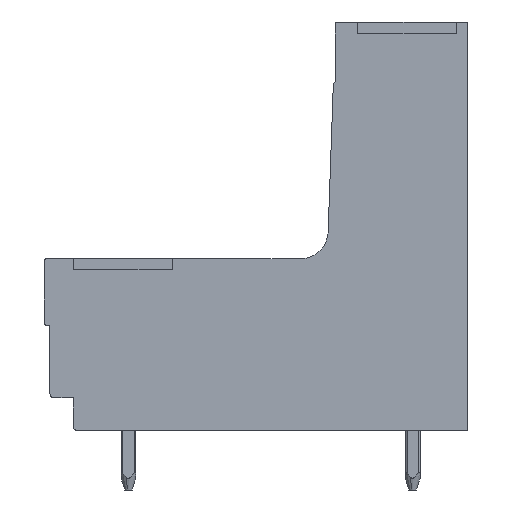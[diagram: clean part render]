
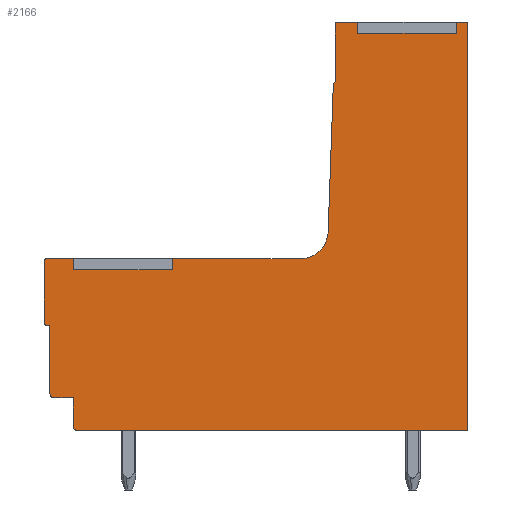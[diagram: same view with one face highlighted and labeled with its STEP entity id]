
A CAD part, left-side view. The second image highlights one B-rep face of the part: STEP entity #2166.
In plain terms, the highlighted planar face has unit normal (-1, 0, 0).
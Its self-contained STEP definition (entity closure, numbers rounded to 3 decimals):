
#2009=AXIS2_PLACEMENT_3D('Plane Axis2P3D',#2006,#2007,#2008) ;
#2020=AXIS2_PLACEMENT_3D('Circle Axis2P3D',#2018,#2019,$) ;
#2034=AXIS2_PLACEMENT_3D('Circle Axis2P3D',#2032,#2033,$) ;
#2048=AXIS2_PLACEMENT_3D('Circle Axis2P3D',#2046,#2047,$) ;
#2067=AXIS2_PLACEMENT_3D('Circle Axis2P3D',#2065,#2066,$) ;
#2081=AXIS2_PLACEMENT_3D('Circle Axis2P3D',#2079,#2080,$) ;
#2102=AXIS2_PLACEMENT_3D('Circle Axis2P3D',#2100,#2101,$) ;
#2123=AXIS2_PLACEMENT_3D('Circle Axis2P3D',#2121,#2122,$) ;
#36=CARTESIAN_POINT('Line Origine',(0.3,5.9,24.8)) ;
#40=CARTESIAN_POINT('Vertex',(0.3,5.9,25.1)) ;
#42=CARTESIAN_POINT('Vertex',(0.3,5.9,24.5)) ;
#76=CARTESIAN_POINT('Line Origine',(0.3,3.25,24.5)) ;
#80=CARTESIAN_POINT('Vertex',(0.3,0.6,24.5)) ;
#135=CARTESIAN_POINT('Vertex',(0.3,0.6,25.1)) ;
#155=CARTESIAN_POINT('Line Origine',(0.3,0.6,24.8)) ;
#172=CARTESIAN_POINT('Line Origine',(0.3,21.14,12.1)) ;
#176=CARTESIAN_POINT('Vertex',(0.3,21.14,12.4)) ;
#178=CARTESIAN_POINT('Vertex',(0.3,21.14,11.8)) ;
#212=CARTESIAN_POINT('Line Origine',(0.3,18.49,11.8)) ;
#216=CARTESIAN_POINT('Vertex',(0.3,15.84,11.8)) ;
#266=CARTESIAN_POINT('Vertex',(0.3,15.84,12.4)) ;
#286=CARTESIAN_POINT('Line Origine',(0.3,15.84,12.1)) ;
#356=CARTESIAN_POINT('Vertex',(0.3,0.,3.2)) ;
#359=CARTESIAN_POINT('Line Origine',(0.3,10.47,3.2)) ;
#363=CARTESIAN_POINT('Vertex',(0.3,20.94,3.2)) ;
#2006=CARTESIAN_POINT('Axis2P3D Location',(0.3,0.,0.)) ;
#2011=CARTESIAN_POINT('Line Origine',(0.3,6.45,25.1)) ;
#2015=CARTESIAN_POINT('Vertex',(0.3,7.,25.1)) ;
#2018=CARTESIAN_POINT('Axis2P3D Location',(0.3,7.,25.)) ;
#2022=CARTESIAN_POINT('Vertex',(0.3,7.1,25.)) ;
#2025=CARTESIAN_POINT('Line Origine',(0.3,7.1,23.45)) ;
#2029=CARTESIAN_POINT('Vertex',(0.3,7.1,21.9)) ;
#2032=CARTESIAN_POINT('Axis2P3D Location',(0.3,6.952,21.694)) ;
#2036=CARTESIAN_POINT('Vertex',(0.3,7.206,21.705)) ;
#2039=CARTESIAN_POINT('Line Origine',(0.3,7.343,17.776)) ;
#2043=CARTESIAN_POINT('Vertex',(0.3,7.48,13.848)) ;
#2046=CARTESIAN_POINT('Axis2P3D Location',(0.3,8.979,13.9)) ;
#2050=CARTESIAN_POINT('Vertex',(0.3,8.979,12.4)) ;
#2053=CARTESIAN_POINT('Line Origine',(0.3,12.41,12.4)) ;
#2058=CARTESIAN_POINT('Line Origine',(0.3,21.87,12.4)) ;
#2062=CARTESIAN_POINT('Vertex',(0.3,22.6,12.4)) ;
#2065=CARTESIAN_POINT('Axis2P3D Location',(0.3,22.6,12.3)) ;
#2069=CARTESIAN_POINT('Vertex',(0.3,22.7,12.3)) ;
#2072=CARTESIAN_POINT('Line Origine',(0.3,22.7,10.65)) ;
#2076=CARTESIAN_POINT('Vertex',(0.3,22.7,9.)) ;
#2079=CARTESIAN_POINT('Axis2P3D Location',(0.3,22.5,9.)) ;
#2083=CARTESIAN_POINT('Vertex',(0.3,22.5,8.8)) ;
#2086=CARTESIAN_POINT('Line Origine',(0.3,22.45,8.8)) ;
#2090=CARTESIAN_POINT('Vertex',(0.3,22.4,8.8)) ;
#2093=CARTESIAN_POINT('Line Origine',(0.3,22.4,6.975)) ;
#2097=CARTESIAN_POINT('Vertex',(0.3,22.4,5.15)) ;
#2100=CARTESIAN_POINT('Axis2P3D Location',(0.3,22.2,5.15)) ;
#2104=CARTESIAN_POINT('Vertex',(0.3,22.2,4.95)) ;
#2107=CARTESIAN_POINT('Line Origine',(0.3,21.67,4.95)) ;
#2111=CARTESIAN_POINT('Vertex',(0.3,21.14,4.95)) ;
#2114=CARTESIAN_POINT('Line Origine',(0.3,21.14,4.175)) ;
#2118=CARTESIAN_POINT('Vertex',(0.3,21.14,3.4)) ;
#2121=CARTESIAN_POINT('Axis2P3D Location',(0.3,20.94,3.4)) ;
#2126=CARTESIAN_POINT('Line Origine',(0.3,0.,14.15)) ;
#2130=CARTESIAN_POINT('Vertex',(0.3,0.,25.1)) ;
#2133=CARTESIAN_POINT('Line Origine',(0.3,0.3,25.1)) ;
#37=DIRECTION('Vector Direction',(0.,0.,1.)) ;
#77=DIRECTION('Vector Direction',(0.,1.,0.)) ;
#156=DIRECTION('Vector Direction',(0.,0.,-1.)) ;
#173=DIRECTION('Vector Direction',(0.,0.,1.)) ;
#213=DIRECTION('Vector Direction',(0.,1.,0.)) ;
#287=DIRECTION('Vector Direction',(0.,0.,-1.)) ;
#360=DIRECTION('Vector Direction',(0.,1.,0.)) ;
#2007=DIRECTION('Axis2P3D Direction',(-1.,0.,0.)) ;
#2008=DIRECTION('Axis2P3D XDirection',(0.,0.,1.)) ;
#2012=DIRECTION('Vector Direction',(0.,-1.,0.)) ;
#2019=DIRECTION('Axis2P3D Direction',(-1.,0.,0.)) ;
#2026=DIRECTION('Vector Direction',(0.,0.,1.)) ;
#2033=DIRECTION('Axis2P3D Direction',(-1.,0.,0.)) ;
#2040=DIRECTION('Vector Direction',(0.,-0.035,0.999)) ;
#2047=DIRECTION('Axis2P3D Direction',(-1.,0.,0.)) ;
#2054=DIRECTION('Vector Direction',(0.,-1.,0.)) ;
#2059=DIRECTION('Vector Direction',(0.,-1.,0.)) ;
#2066=DIRECTION('Axis2P3D Direction',(-1.,0.,0.)) ;
#2073=DIRECTION('Vector Direction',(0.,0.,1.)) ;
#2080=DIRECTION('Axis2P3D Direction',(-1.,0.,0.)) ;
#2087=DIRECTION('Vector Direction',(0.,1.,0.)) ;
#2094=DIRECTION('Vector Direction',(0.,0.,1.)) ;
#2101=DIRECTION('Axis2P3D Direction',(-1.,0.,0.)) ;
#2108=DIRECTION('Vector Direction',(0.,1.,0.)) ;
#2115=DIRECTION('Vector Direction',(0.,0.,1.)) ;
#2122=DIRECTION('Axis2P3D Direction',(-1.,0.,0.)) ;
#2127=DIRECTION('Vector Direction',(0.,0.,-1.)) ;
#2134=DIRECTION('Vector Direction',(0.,-1.,0.)) ;
#38=VECTOR('Line Direction',#37,1.) ;
#78=VECTOR('Line Direction',#77,1.) ;
#157=VECTOR('Line Direction',#156,1.) ;
#174=VECTOR('Line Direction',#173,1.) ;
#214=VECTOR('Line Direction',#213,1.) ;
#288=VECTOR('Line Direction',#287,1.) ;
#361=VECTOR('Line Direction',#360,1.) ;
#2013=VECTOR('Line Direction',#2012,1.) ;
#2027=VECTOR('Line Direction',#2026,1.) ;
#2041=VECTOR('Line Direction',#2040,1.) ;
#2055=VECTOR('Line Direction',#2054,1.) ;
#2060=VECTOR('Line Direction',#2059,1.) ;
#2074=VECTOR('Line Direction',#2073,1.) ;
#2088=VECTOR('Line Direction',#2087,1.) ;
#2095=VECTOR('Line Direction',#2094,1.) ;
#2109=VECTOR('Line Direction',#2108,1.) ;
#2116=VECTOR('Line Direction',#2115,1.) ;
#2128=VECTOR('Line Direction',#2127,1.) ;
#2135=VECTOR('Line Direction',#2134,1.) ;
#2139=ORIENTED_EDGE('',*,*,#2017,.T.) ;
#2140=ORIENTED_EDGE('',*,*,#2024,.T.) ;
#2141=ORIENTED_EDGE('',*,*,#2031,.T.) ;
#2142=ORIENTED_EDGE('',*,*,#2038,.T.) ;
#2143=ORIENTED_EDGE('',*,*,#2045,.T.) ;
#2144=ORIENTED_EDGE('',*,*,#2052,.T.) ;
#2145=ORIENTED_EDGE('',*,*,#2057,.T.) ;
#2146=ORIENTED_EDGE('',*,*,#290,.F.) ;
#2147=ORIENTED_EDGE('',*,*,#218,.F.) ;
#2148=ORIENTED_EDGE('',*,*,#180,.F.) ;
#2149=ORIENTED_EDGE('',*,*,#2064,.T.) ;
#2150=ORIENTED_EDGE('',*,*,#2071,.T.) ;
#2151=ORIENTED_EDGE('',*,*,#2078,.T.) ;
#2152=ORIENTED_EDGE('',*,*,#2085,.T.) ;
#2153=ORIENTED_EDGE('',*,*,#2092,.T.) ;
#2154=ORIENTED_EDGE('',*,*,#2099,.T.) ;
#2155=ORIENTED_EDGE('',*,*,#2106,.T.) ;
#2156=ORIENTED_EDGE('',*,*,#2113,.T.) ;
#2157=ORIENTED_EDGE('',*,*,#2120,.T.) ;
#2158=ORIENTED_EDGE('',*,*,#2125,.T.) ;
#2159=ORIENTED_EDGE('',*,*,#365,.T.) ;
#2160=ORIENTED_EDGE('',*,*,#2132,.T.) ;
#2161=ORIENTED_EDGE('',*,*,#2137,.T.) ;
#2162=ORIENTED_EDGE('',*,*,#159,.F.) ;
#2163=ORIENTED_EDGE('',*,*,#82,.F.) ;
#2164=ORIENTED_EDGE('',*,*,#44,.F.) ;
#2166=ADVANCED_FACE('HOUSING',(#2165),#2010,.T.) ;
#2021=CIRCLE('generated circle',#2020,0.1) ;
#2035=CIRCLE('generated circle',#2034,0.253) ;
#2049=CIRCLE('generated circle',#2048,1.5) ;
#2068=CIRCLE('generated circle',#2067,0.1) ;
#2082=CIRCLE('generated circle',#2081,0.2) ;
#2103=CIRCLE('generated circle',#2102,0.2) ;
#2124=CIRCLE('generated circle',#2123,0.2) ;
#44=EDGE_CURVE('',#41,#43,#39,.F.) ;
#82=EDGE_CURVE('',#43,#81,#79,.F.) ;
#159=EDGE_CURVE('',#81,#136,#158,.F.) ;
#180=EDGE_CURVE('',#177,#179,#175,.F.) ;
#218=EDGE_CURVE('',#179,#217,#215,.F.) ;
#290=EDGE_CURVE('',#217,#267,#289,.F.) ;
#365=EDGE_CURVE('',#364,#357,#362,.F.) ;
#2017=EDGE_CURVE('',#41,#2016,#2014,.F.) ;
#2024=EDGE_CURVE('',#2016,#2023,#2021,.T.) ;
#2031=EDGE_CURVE('',#2023,#2030,#2028,.F.) ;
#2038=EDGE_CURVE('',#2030,#2037,#2035,.T.) ;
#2045=EDGE_CURVE('',#2037,#2044,#2042,.F.) ;
#2052=EDGE_CURVE('',#2044,#2051,#2049,.F.) ;
#2057=EDGE_CURVE('',#2051,#267,#2056,.F.) ;
#2064=EDGE_CURVE('',#177,#2063,#2061,.F.) ;
#2071=EDGE_CURVE('',#2063,#2070,#2068,.T.) ;
#2078=EDGE_CURVE('',#2070,#2077,#2075,.F.) ;
#2085=EDGE_CURVE('',#2077,#2084,#2082,.T.) ;
#2092=EDGE_CURVE('',#2084,#2091,#2089,.F.) ;
#2099=EDGE_CURVE('',#2091,#2098,#2096,.F.) ;
#2106=EDGE_CURVE('',#2098,#2105,#2103,.T.) ;
#2113=EDGE_CURVE('',#2105,#2112,#2110,.F.) ;
#2120=EDGE_CURVE('',#2112,#2119,#2117,.F.) ;
#2125=EDGE_CURVE('',#2119,#364,#2124,.T.) ;
#2132=EDGE_CURVE('',#357,#2131,#2129,.F.) ;
#2137=EDGE_CURVE('',#2131,#136,#2136,.F.) ;
#2138=EDGE_LOOP('',(#2139,#2140,#2141,#2142,#2143,#2144,#2145,#2146,#2147,#2148,#2149,#2150,#2151,#2152,#2153,#2154,#2155,#2156,#2157,#2158,#2159,#2160,#2161,#2162,#2163,#2164)) ;
#2165=FACE_OUTER_BOUND('',#2138,.T.) ;
#39=LINE('Line',#36,#38) ;
#79=LINE('Line',#76,#78) ;
#158=LINE('Line',#155,#157) ;
#175=LINE('Line',#172,#174) ;
#215=LINE('Line',#212,#214) ;
#289=LINE('Line',#286,#288) ;
#362=LINE('Line',#359,#361) ;
#2014=LINE('Line',#2011,#2013) ;
#2028=LINE('Line',#2025,#2027) ;
#2042=LINE('Line',#2039,#2041) ;
#2056=LINE('Line',#2053,#2055) ;
#2061=LINE('Line',#2058,#2060) ;
#2075=LINE('Line',#2072,#2074) ;
#2089=LINE('Line',#2086,#2088) ;
#2096=LINE('Line',#2093,#2095) ;
#2110=LINE('Line',#2107,#2109) ;
#2117=LINE('Line',#2114,#2116) ;
#2129=LINE('Line',#2126,#2128) ;
#2136=LINE('Line',#2133,#2135) ;
#2010=PLANE('',#2009) ;
#41=VERTEX_POINT('',#40) ;
#43=VERTEX_POINT('',#42) ;
#81=VERTEX_POINT('',#80) ;
#136=VERTEX_POINT('',#135) ;
#177=VERTEX_POINT('',#176) ;
#179=VERTEX_POINT('',#178) ;
#217=VERTEX_POINT('',#216) ;
#267=VERTEX_POINT('',#266) ;
#357=VERTEX_POINT('',#356) ;
#364=VERTEX_POINT('',#363) ;
#2016=VERTEX_POINT('',#2015) ;
#2023=VERTEX_POINT('',#2022) ;
#2030=VERTEX_POINT('',#2029) ;
#2037=VERTEX_POINT('',#2036) ;
#2044=VERTEX_POINT('',#2043) ;
#2051=VERTEX_POINT('',#2050) ;
#2063=VERTEX_POINT('',#2062) ;
#2070=VERTEX_POINT('',#2069) ;
#2077=VERTEX_POINT('',#2076) ;
#2084=VERTEX_POINT('',#2083) ;
#2091=VERTEX_POINT('',#2090) ;
#2098=VERTEX_POINT('',#2097) ;
#2105=VERTEX_POINT('',#2104) ;
#2112=VERTEX_POINT('',#2111) ;
#2119=VERTEX_POINT('',#2118) ;
#2131=VERTEX_POINT('',#2130) ;
